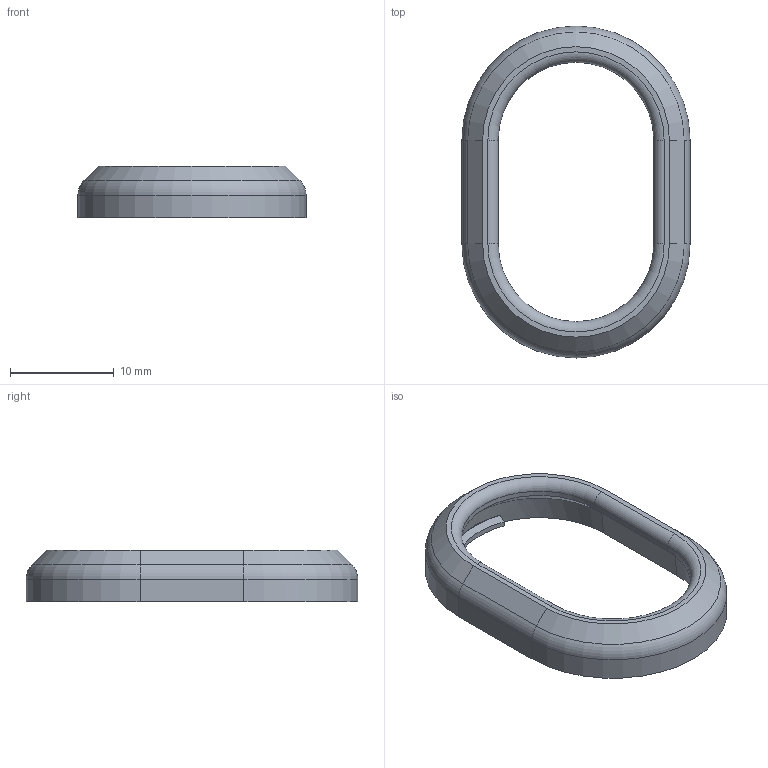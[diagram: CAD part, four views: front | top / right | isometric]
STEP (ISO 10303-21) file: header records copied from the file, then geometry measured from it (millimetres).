
FILE_DESCRIPTION(/* description */ (''),/* implementation_level */ '2;1');
FILE_NAME(/* name */ (''),/* time_stamp */ (''),/* author */ (''),/* organization */ (''),/* preprocessor_version */ (''),/* originating_system */ 'Autodesk Translation Framework v11.7.0.108',/* authorisation */ '');
FILE_SCHEMA (('AUTOMOTIVE_DESIGN { 1 0 10303 214 3 1 1 }'));
Length unit declared in the file: millimetre
Products named in the file (1): Itty Bitty Slider Fidget
Bounding box: 22 x 32 x 5 mm (x, y, z)
Volume: 947 mm3; surface area: 1156.3 mm2
Topology: 1 solids, 1 shells, 40 faces, 94 edges, 56 vertices
Faces by surface type: plane 18, cylinder 10, cone 8, torus 4
Entity records: 1184 total; most frequent: CARTESIAN_POINT 207, DIRECTION 204, ORIENTED_EDGE 188, EDGE_CURVE 94, AXIS2_PLACEMENT_3D 77, VERTEX_POINT 56, LINE 50, VECTOR 50
